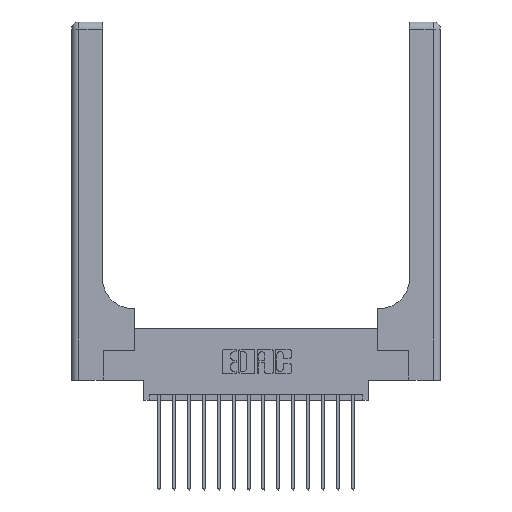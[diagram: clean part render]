
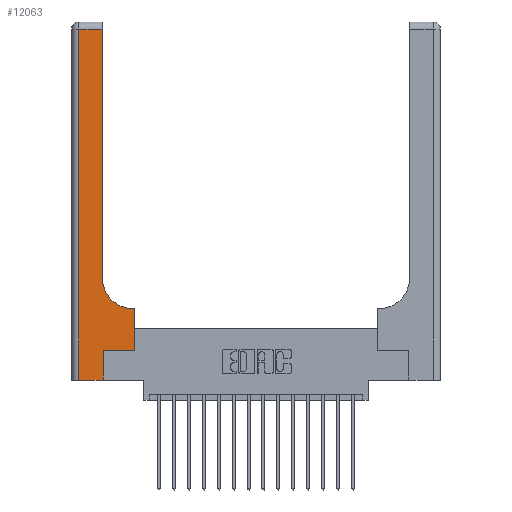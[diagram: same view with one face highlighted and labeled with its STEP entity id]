
A CAD part, top view. The second image highlights one B-rep face of the part: STEP entity #12063.
In plain terms, the highlighted planar face has unit normal (0, 0, 1).
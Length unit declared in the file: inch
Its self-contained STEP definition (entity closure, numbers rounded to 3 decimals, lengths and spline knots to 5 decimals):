
#424 = ORIENTED_EDGE ( 'NONE', *, *, #6524, .T. ) ;
#486 = DIRECTION ( 'NONE',  ( -1., 0., 0. ) ) ;
#569 = CARTESIAN_POINT ( 'NONE',  ( 0.51, 0.85, 0.37 ) ) ;
#687 = ORIENTED_EDGE ( 'NONE', *, *, #10541, .T. ) ;
#787 = VERTEX_POINT ( 'NONE', #14607 ) ;
#866 = VERTEX_POINT ( 'NONE', #7691 ) ;
#904 = CARTESIAN_POINT ( 'NONE',  ( 0.26, 3., 0.37 ) ) ;
#1269 = CIRCLE ( 'NONE', #5370, 0.25 ) ;
#1301 = EDGE_CURVE ( 'NONE', #12630, #787, #8492, .T. ) ;
#1621 = LINE ( 'NONE', #4501, #5377 ) ;
#1691 = VECTOR ( 'NONE', #6407, 39.37008 ) ;
#1973 = DIRECTION ( 'NONE',  ( 1., 0., 0. ) ) ;
#2008 = EDGE_CURVE ( 'NONE', #15766, #5600, #1621, .T. ) ;
#2325 = DIRECTION ( 'NONE',  ( 0., 1., 0. ) ) ;
#2371 = CARTESIAN_POINT ( 'NONE',  ( 0.26, 0.6, 0.37 ) ) ;
#2395 = DIRECTION ( 'NONE',  ( 1., 0., 0. ) ) ;
#2397 = DIRECTION ( 'NONE',  ( 1., 0., 0. ) ) ;
#2794 = ORIENTED_EDGE ( 'NONE', *, *, #13417, .T. ) ;
#2808 = ORIENTED_EDGE ( 'NONE', *, *, #15270, .T. ) ;
#3241 = CARTESIAN_POINT ( 'NONE',  ( 0., 3., 0.37 ) ) ;
#3268 = CARTESIAN_POINT ( 'NONE',  ( 0.528, 0.6, 0.37 ) ) ;
#3337 = LINE ( 'NONE', #904, #7125 ) ;
#4347 = ORIENTED_EDGE ( 'NONE', *, *, #1301, .T. ) ;
#4501 = CARTESIAN_POINT ( 'NONE',  ( 0.265, 0., 0.37 ) ) ;
#4741 = VECTOR ( 'NONE', #9948, 39.37008 ) ;
#5256 = VECTOR ( 'NONE', #15386, 39.37008 ) ;
#5370 = AXIS2_PLACEMENT_3D ( 'NONE', #569, #10429, #1973 ) ;
#5377 = VECTOR ( 'NONE', #17269, 39.37008 ) ;
#5450 = LINE ( 'NONE', #9167, #1691 ) ;
#5600 = VERTEX_POINT ( 'NONE', #16885 ) ;
#6213 = EDGE_CURVE ( 'NONE', #6621, #9641, #9015, .T. ) ;
#6241 = VERTEX_POINT ( 'NONE', #14035 ) ;
#6268 = CARTESIAN_POINT ( 'NONE',  ( 0.265, 0., 0.37 ) ) ;
#6362 = CARTESIAN_POINT ( 'NONE',  ( 0.528, 0.25, 0.37 ) ) ;
#6407 = DIRECTION ( 'NONE',  ( -1., 0., 0. ) ) ;
#6524 = EDGE_CURVE ( 'NONE', #13930, #6241, #1269, .T. ) ;
#6621 = VERTEX_POINT ( 'NONE', #6362 ) ;
#7125 = VECTOR ( 'NONE', #2325, 39.37008 ) ;
#7685 = VECTOR ( 'NONE', #2397, 39.37008 ) ;
#7691 = CARTESIAN_POINT ( 'NONE',  ( 0.26, 2.94, 0.37 ) ) ;
#8492 = LINE ( 'NONE', #16994, #4741 ) ;
#8597 = VECTOR ( 'NONE', #12289, 39.37008 ) ;
#8917 = CARTESIAN_POINT ( 'NONE',  ( 0.06, 2.94, 0.37 ) ) ;
#8930 = DIRECTION ( 'NONE',  ( 0., 0., -1. ) ) ;
#9015 = LINE ( 'NONE', #13966, #5256 ) ;
#9167 = CARTESIAN_POINT ( 'NONE',  ( 0., 2.94, 0.37 ) ) ;
#9196 = AXIS2_PLACEMENT_3D ( 'NONE', #3241, #8930, #486 ) ;
#9641 = VERTEX_POINT ( 'NONE', #3268 ) ;
#9928 = EDGE_CURVE ( 'NONE', #787, #15766, #11447, .T. ) ;
#9948 = DIRECTION ( 'NONE',  ( 0., -1., 0. ) ) ;
#10043 = EDGE_LOOP ( 'NONE', ( #2808, #687, #4347, #17892, #11829, #2794, #15250, #10858, #424 ) ) ;
#10236 = VECTOR ( 'NONE', #2395, 39.37008 ) ;
#10429 = DIRECTION ( 'NONE',  ( 0., 0., -1. ) ) ;
#10541 = EDGE_CURVE ( 'NONE', #866, #12630, #5450, .T. ) ;
#10665 = LINE ( 'NONE', #17870, #10236 ) ;
#10858 = ORIENTED_EDGE ( 'NONE', *, *, #16939, .T. ) ;
#11447 = LINE ( 'NONE', #12313, #7685 ) ;
#11829 = ORIENTED_EDGE ( 'NONE', *, *, #2008, .T. ) ;
#12063 = ADVANCED_FACE ( 'NONE', ( #12504 ), #13168, .F. ) ;
#12289 = DIRECTION ( 'NONE',  ( -1., 0., 0. ) ) ;
#12313 = CARTESIAN_POINT ( 'NONE',  ( 0., 0., 0.37 ) ) ;
#12504 = FACE_OUTER_BOUND ( 'NONE', #10043, .T. ) ;
#12630 = VERTEX_POINT ( 'NONE', #8917 ) ;
#13168 = PLANE ( 'NONE',  #9196 ) ;
#13417 = EDGE_CURVE ( 'NONE', #5600, #6621, #10665, .T. ) ;
#13633 = CARTESIAN_POINT ( 'NONE',  ( 0.51, 0.6, 0.37 ) ) ;
#13930 = VERTEX_POINT ( 'NONE', #13633 ) ;
#13966 = CARTESIAN_POINT ( 'NONE',  ( 0.528, 0.25, 0.37 ) ) ;
#14035 = CARTESIAN_POINT ( 'NONE',  ( 0.26, 0.85, 0.37 ) ) ;
#14607 = CARTESIAN_POINT ( 'NONE',  ( 0.06, 0., 0.37 ) ) ;
#15231 = LINE ( 'NONE', #2371, #8597 ) ;
#15250 = ORIENTED_EDGE ( 'NONE', *, *, #6213, .T. ) ;
#15270 = EDGE_CURVE ( 'NONE', #6241, #866, #3337, .T. ) ;
#15386 = DIRECTION ( 'NONE',  ( 0., 1., 0. ) ) ;
#15766 = VERTEX_POINT ( 'NONE', #6268 ) ;
#16885 = CARTESIAN_POINT ( 'NONE',  ( 0.265, 0.25, 0.37 ) ) ;
#16939 = EDGE_CURVE ( 'NONE', #9641, #13930, #15231, .T. ) ;
#16994 = CARTESIAN_POINT ( 'NONE',  ( 0.06, 3., 0.37 ) ) ;
#17269 = DIRECTION ( 'NONE',  ( 0., 1., 0. ) ) ;
#17870 = CARTESIAN_POINT ( 'NONE',  ( 0.265, 0.25, 0.37 ) ) ;
#17892 = ORIENTED_EDGE ( 'NONE', *, *, #9928, .T. ) ;
